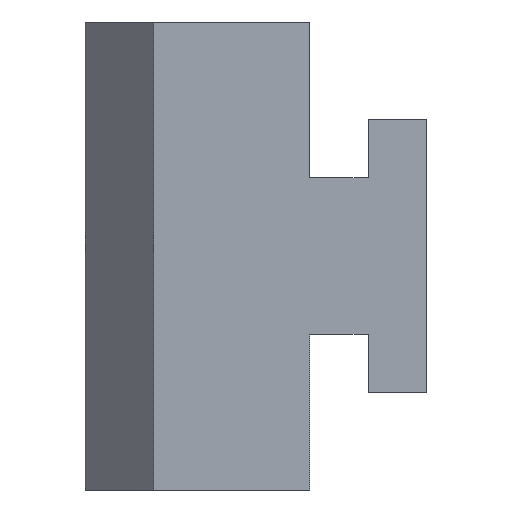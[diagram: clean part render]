
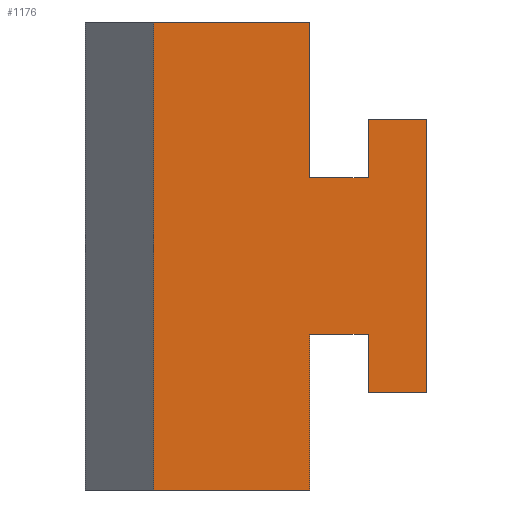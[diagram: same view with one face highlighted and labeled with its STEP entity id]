
A CAD part, left-side view. The second image highlights one B-rep face of the part: STEP entity #1176.
In plain terms, the highlighted planar face has unit normal (-1, 0, 0).
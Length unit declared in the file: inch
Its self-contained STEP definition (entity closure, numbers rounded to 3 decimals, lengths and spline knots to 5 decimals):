
#2 = VECTOR ( 'NONE', #1332, 39.37008 ) ;
#21 = CARTESIAN_POINT ( 'NONE',  ( 0., 0., -3. ) ) ;
#40 = LINE ( 'NONE', #160, #595 ) ;
#45 = CARTESIAN_POINT ( 'NONE',  ( 0., -0.75, -0.625 ) ) ;
#74 = ORIENTED_EDGE ( 'NONE', *, *, #589, .T. ) ;
#98 = VECTOR ( 'NONE', #691, 39.37008 ) ;
#105 = DIRECTION ( 'NONE',  ( 0., 1., 0. ) ) ;
#114 = ORIENTED_EDGE ( 'NONE', *, *, #870, .T. ) ;
#127 = LINE ( 'NONE', #1408, #98 ) ;
#135 = CARTESIAN_POINT ( 'NONE',  ( 0., 0., 0. ) ) ;
#137 = LINE ( 'NONE', #21, #1476 ) ;
#139 = LINE ( 'NONE', #485, #1450 ) ;
#141 = CARTESIAN_POINT ( 'NONE',  ( 0., 1., 0. ) ) ;
#160 = CARTESIAN_POINT ( 'NONE',  ( 0., 0., -2. ) ) ;
#184 = EDGE_CURVE ( 'NONE', #971, #1363, #370, .T. ) ;
#189 = EDGE_CURVE ( 'NONE', #1481, #1253, #855, .T. ) ;
#222 = CARTESIAN_POINT ( 'NONE',  ( 0., 0., -2. ) ) ;
#257 = DIRECTION ( 'NONE',  ( 0., 0., -1. ) ) ;
#266 = CARTESIAN_POINT ( 'NONE',  ( 0., -0.375, -1. ) ) ;
#282 = LINE ( 'NONE', #141, #488 ) ;
#309 = CARTESIAN_POINT ( 'NONE',  ( 0., -0.375, -0.625 ) ) ;
#312 = ORIENTED_EDGE ( 'NONE', *, *, #189, .T. ) ;
#370 = LINE ( 'NONE', #395, #871 ) ;
#371 = CARTESIAN_POINT ( 'NONE',  ( 0., 1., -3. ) ) ;
#395 = CARTESIAN_POINT ( 'NONE',  ( 0., -0.375, -1. ) ) ;
#397 = VERTEX_POINT ( 'NONE', #309 ) ;
#420 = EDGE_CURVE ( 'NONE', #684, #930, #491, .T. ) ;
#422 = CARTESIAN_POINT ( 'NONE',  ( 0., 0., -3. ) ) ;
#478 = PLANE ( 'NONE',  #714 ) ;
#485 = CARTESIAN_POINT ( 'NONE',  ( 0., 0., 0. ) ) ;
#488 = VECTOR ( 'NONE', #615, 39.37008 ) ;
#491 = LINE ( 'NONE', #685, #1309 ) ;
#505 = EDGE_CURVE ( 'NONE', #1072, #1319, #137, .T. ) ;
#530 = CARTESIAN_POINT ( 'NONE',  ( 0., -0.375, -2. ) ) ;
#581 = EDGE_CURVE ( 'NONE', #809, #1481, #40, .T. ) ;
#589 = EDGE_CURVE ( 'NONE', #930, #397, #1090, .T. ) ;
#595 = VECTOR ( 'NONE', #1238, 39.37008 ) ;
#601 = CARTESIAN_POINT ( 'NONE',  ( 0., 0., 0. ) ) ;
#605 = CARTESIAN_POINT ( 'NONE',  ( 0., 0., -1. ) ) ;
#615 = DIRECTION ( 'NONE',  ( 0., 0., -1. ) ) ;
#631 = DIRECTION ( 'NONE',  ( 0., 0., -1. ) ) ;
#635 = CARTESIAN_POINT ( 'NONE',  ( 0., -0.75, -0.625 ) ) ;
#684 = VERTEX_POINT ( 'NONE', #1150 ) ;
#685 = CARTESIAN_POINT ( 'NONE',  ( 0., -0.75, -2.375 ) ) ;
#686 = VECTOR ( 'NONE', #105, 39.37008 ) ;
#691 = DIRECTION ( 'NONE',  ( 0., 0., -1. ) ) ;
#711 = CARTESIAN_POINT ( 'NONE',  ( 0., -0.375, -2.375 ) ) ;
#714 = AXIS2_PLACEMENT_3D ( 'NONE', #1055, #1396, #1162 ) ;
#715 = LINE ( 'NONE', #1049, #957 ) ;
#721 = LINE ( 'NONE', #135, #686 ) ;
#739 = VERTEX_POINT ( 'NONE', #1386 ) ;
#752 = LINE ( 'NONE', #967, #1323 ) ;
#755 = ORIENTED_EDGE ( 'NONE', *, *, #505, .F. ) ;
#797 = VECTOR ( 'NONE', #1334, 39.37008 ) ;
#809 = VERTEX_POINT ( 'NONE', #222 ) ;
#835 = DIRECTION ( 'NONE',  ( 0., 1., 0. ) ) ;
#855 = LINE ( 'NONE', #1448, #797 ) ;
#870 = EDGE_CURVE ( 'NONE', #397, #971, #127, .T. ) ;
#871 = VECTOR ( 'NONE', #835, 39.37008 ) ;
#877 = VERTEX_POINT ( 'NONE', #601 ) ;
#879 = EDGE_CURVE ( 'NONE', #877, #739, #721, .T. ) ;
#889 = EDGE_CURVE ( 'NONE', #1253, #684, #715, .T. ) ;
#912 = ORIENTED_EDGE ( 'NONE', *, *, #581, .T. ) ;
#930 = VERTEX_POINT ( 'NONE', #45 ) ;
#944 = ORIENTED_EDGE ( 'NONE', *, *, #889, .T. ) ;
#957 = VECTOR ( 'NONE', #1180, 39.37008 ) ;
#967 = CARTESIAN_POINT ( 'NONE',  ( 0., 0., 0. ) ) ;
#971 = VERTEX_POINT ( 'NONE', #266 ) ;
#975 = EDGE_CURVE ( 'NONE', #739, #1319, #282, .T. ) ;
#990 = EDGE_LOOP ( 'NONE', ( #755, #1219, #912, #312, #944, #1239, #74, #114, #1228, #1017, #1312, #1179 ) ) ;
#1017 = ORIENTED_EDGE ( 'NONE', *, *, #1368, .F. ) ;
#1049 = CARTESIAN_POINT ( 'NONE',  ( 0., -0.375, -2.375 ) ) ;
#1055 = CARTESIAN_POINT ( 'NONE',  ( 0., 0., 0. ) ) ;
#1072 = VERTEX_POINT ( 'NONE', #422 ) ;
#1090 = LINE ( 'NONE', #635, #2 ) ;
#1150 = CARTESIAN_POINT ( 'NONE',  ( 0., -0.75, -2.375 ) ) ;
#1160 = DIRECTION ( 'NONE',  ( 0., 0., 1. ) ) ;
#1162 = DIRECTION ( 'NONE',  ( 0., -1., 0. ) ) ;
#1176 = ADVANCED_FACE ( 'NONE', ( #1297 ), #478, .T. ) ;
#1179 = ORIENTED_EDGE ( 'NONE', *, *, #975, .T. ) ;
#1180 = DIRECTION ( 'NONE',  ( 0., -1., 0. ) ) ;
#1219 = ORIENTED_EDGE ( 'NONE', *, *, #1321, .F. ) ;
#1228 = ORIENTED_EDGE ( 'NONE', *, *, #184, .T. ) ;
#1238 = DIRECTION ( 'NONE',  ( 0., -1., 0. ) ) ;
#1239 = ORIENTED_EDGE ( 'NONE', *, *, #420, .T. ) ;
#1253 = VERTEX_POINT ( 'NONE', #711 ) ;
#1297 = FACE_OUTER_BOUND ( 'NONE', #990, .T. ) ;
#1309 = VECTOR ( 'NONE', #1160, 39.37008 ) ;
#1312 = ORIENTED_EDGE ( 'NONE', *, *, #879, .T. ) ;
#1319 = VERTEX_POINT ( 'NONE', #371 ) ;
#1321 = EDGE_CURVE ( 'NONE', #809, #1072, #139, .T. ) ;
#1323 = VECTOR ( 'NONE', #257, 39.37008 ) ;
#1332 = DIRECTION ( 'NONE',  ( 0., 1., 0. ) ) ;
#1334 = DIRECTION ( 'NONE',  ( 0., 0., -1. ) ) ;
#1363 = VERTEX_POINT ( 'NONE', #605 ) ;
#1368 = EDGE_CURVE ( 'NONE', #877, #1363, #752, .T. ) ;
#1386 = CARTESIAN_POINT ( 'NONE',  ( 0., 1., 0. ) ) ;
#1387 = DIRECTION ( 'NONE',  ( 0., 1., 0. ) ) ;
#1396 = DIRECTION ( 'NONE',  ( -1., 0., 0. ) ) ;
#1408 = CARTESIAN_POINT ( 'NONE',  ( 0., -0.375, -0.625 ) ) ;
#1448 = CARTESIAN_POINT ( 'NONE',  ( 0., -0.375, -2. ) ) ;
#1450 = VECTOR ( 'NONE', #631, 39.37008 ) ;
#1476 = VECTOR ( 'NONE', #1387, 39.37008 ) ;
#1481 = VERTEX_POINT ( 'NONE', #530 ) ;
